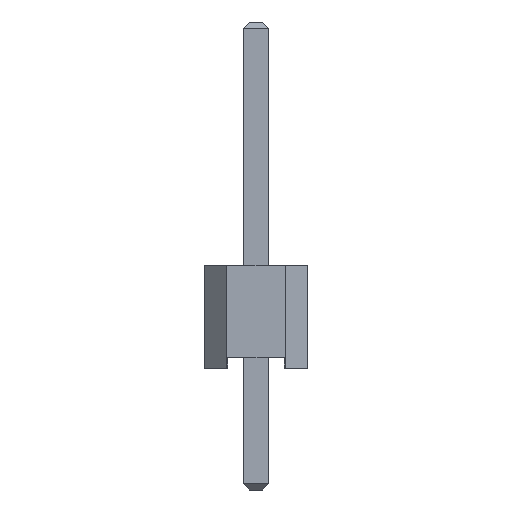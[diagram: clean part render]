
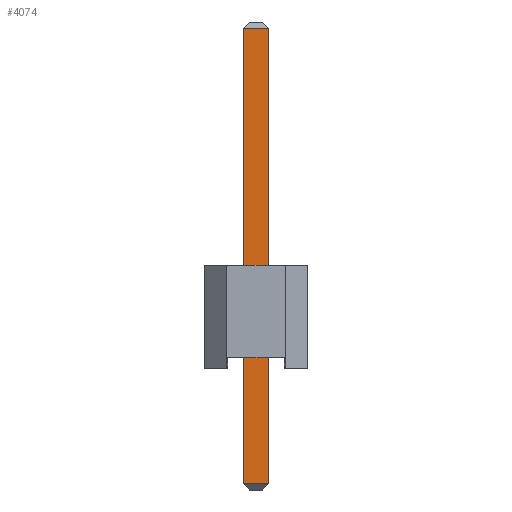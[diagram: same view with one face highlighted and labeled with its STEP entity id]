
A CAD part, left-side view. The second image highlights one B-rep face of the part: STEP entity #4074.
In plain terms, the highlighted planar face has unit normal (-1, 0, 0).
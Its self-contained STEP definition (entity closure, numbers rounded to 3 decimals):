
#78=FACE_OUTER_BOUND('',#330,.T.);
#330=EDGE_LOOP('',(#2761,#2762,#2763,#2764));
#593=LINE('',#5751,#1169);
#607=LINE('',#5777,#1183);
#618=LINE('',#5800,#1194);
#620=LINE('',#5803,#1196);
#1169=VECTOR('',#4656,10.);
#1183=VECTOR('',#4678,10.);
#1194=VECTOR('',#4701,10.);
#1196=VECTOR('',#4705,10.);
#1733=VERTEX_POINT('',#5749);
#1734=VERTEX_POINT('',#5750);
#1742=VERTEX_POINT('',#5775);
#1746=VERTEX_POINT('',#5788);
#2105=EDGE_CURVE('',#1733,#1734,#593,.T.);
#2119=EDGE_CURVE('',#1733,#1742,#607,.T.);
#2130=EDGE_CURVE('',#1746,#1742,#618,.T.);
#2132=EDGE_CURVE('',#1734,#1746,#620,.T.);
#2761=ORIENTED_EDGE('',*,*,#2105,.F.);
#2762=ORIENTED_EDGE('',*,*,#2119,.T.);
#2763=ORIENTED_EDGE('',*,*,#2130,.F.);
#2764=ORIENTED_EDGE('',*,*,#2132,.F.);
#3822=PLANE('',#4358);
#4074=ADVANCED_FACE('',(#78),#3822,.T.);
#4358=AXIS2_PLACEMENT_3D('',#5802,#4703,#4704);
#4656=DIRECTION('',(0.,1.,0.));
#4678=DIRECTION('',(0.,0.,1.));
#4701=DIRECTION('',(0.,-1.,0.));
#4703=DIRECTION('center_axis',(-1.,0.,0.));
#4704=DIRECTION('ref_axis',(0.,-1.,0.));
#4705=DIRECTION('',(0.,0.,1.));
#5749=CARTESIAN_POINT('',(-10.48,-0.32,-2.8));
#5750=CARTESIAN_POINT('',(-10.48,0.32,-2.8));
#5751=CARTESIAN_POINT('',(-10.48,0.16,-2.8));
#5775=CARTESIAN_POINT('',(-10.48,-0.32,8.44));
#5777=CARTESIAN_POINT('',(-10.48,-0.32,-2.95));
#5788=CARTESIAN_POINT('',(-10.48,0.32,8.44));
#5800=CARTESIAN_POINT('',(-10.48,0.16,8.44));
#5802=CARTESIAN_POINT('Origin',(-10.48,0.32,-2.95));
#5803=CARTESIAN_POINT('',(-10.48,0.32,-2.95));
